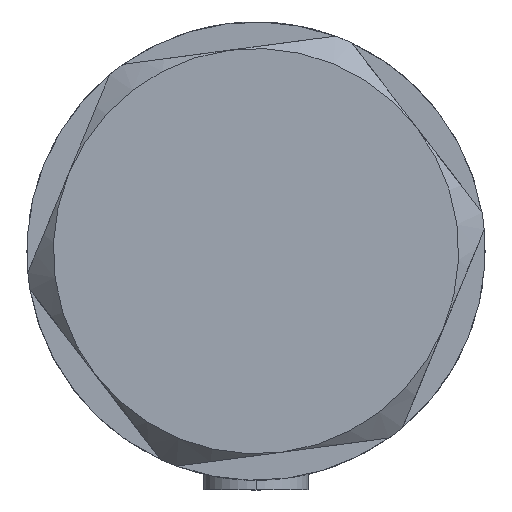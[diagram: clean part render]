
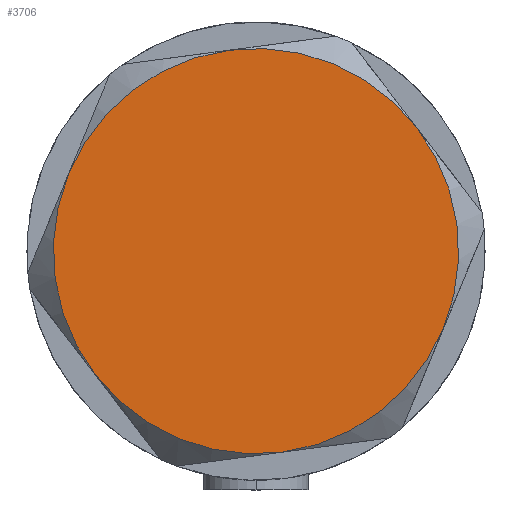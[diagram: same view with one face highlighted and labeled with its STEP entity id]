
A CAD part, left-side view. The second image highlights one B-rep face of the part: STEP entity #3706.
In plain terms, the highlighted face is planar.
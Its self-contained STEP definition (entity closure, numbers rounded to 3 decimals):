
#83 = ORIENTED_EDGE ( 'NONE', *, *, #2463, .T. ) ;
#137 = EDGE_CURVE ( 'NONE', #3680, #2960, #845, .T. ) ;
#235 = CARTESIAN_POINT ( 'NONE',  ( -11.5, -19.919, 9. ) ) ;
#265 = EDGE_CURVE ( 'NONE', #4684, #2013, #2709, .T. ) ;
#323 = CARTESIAN_POINT ( 'NONE',  ( 0., 0., 9. ) ) ;
#362 = AXIS2_PLACEMENT_3D ( 'NONE', #4324, #1994, #4298 ) ;
#406 = DIRECTION ( 'NONE',  ( 0., 0., 1. ) ) ;
#521 = EDGE_CURVE ( 'NONE', #5191, #3680, #2625, .T. ) ;
#528 = CARTESIAN_POINT ( 'NONE',  ( 0., 0., 9. ) ) ;
#659 = ORIENTED_EDGE ( 'NONE', *, *, #1630, .T. ) ;
#845 = CIRCLE ( 'NONE', #1504, 23. ) ;
#924 = CIRCLE ( 'NONE', #3872, 23. ) ;
#1265 = DIRECTION ( 'NONE',  ( 1., 0., 0. ) ) ;
#1454 = EDGE_CURVE ( 'NONE', #4638, #4684, #3790, .T. ) ;
#1504 = AXIS2_PLACEMENT_3D ( 'NONE', #323, #406, #3289 ) ;
#1630 = EDGE_CURVE ( 'NONE', #2960, #4638, #924, .T. ) ;
#1871 = CARTESIAN_POINT ( 'NONE',  ( 0., 0., 9. ) ) ;
#1926 = AXIS2_PLACEMENT_3D ( 'NONE', #1871, #3124, #3971 ) ;
#1956 = ORIENTED_EDGE ( 'NONE', *, *, #521, .T. ) ;
#1985 = DIRECTION ( 'NONE',  ( 0., 0., 1. ) ) ;
#1992 = PLANE ( 'NONE',  #2774 ) ;
#1994 = DIRECTION ( 'NONE',  ( 0., 0., 1. ) ) ;
#2013 = VERTEX_POINT ( 'NONE', #5115 ) ;
#2056 = DIRECTION ( 'NONE',  ( 0., 0., 1. ) ) ;
#2134 = DIRECTION ( 'NONE',  ( 1., 0., 0. ) ) ;
#2335 = CARTESIAN_POINT ( 'NONE',  ( 23., 0., 9. ) ) ;
#2344 = CARTESIAN_POINT ( 'NONE',  ( -23., 0., 9. ) ) ;
#2463 = EDGE_CURVE ( 'NONE', #2013, #5191, #3456, .T. ) ;
#2505 = DIRECTION ( 'NONE',  ( 0., 0., 1. ) ) ;
#2514 = FACE_OUTER_BOUND ( 'NONE', #4968, .T. ) ;
#2625 = CIRCLE ( 'NONE', #362, 23. ) ;
#2709 = CIRCLE ( 'NONE', #4224, 23. ) ;
#2774 = AXIS2_PLACEMENT_3D ( 'NONE', #3291, #2056, #1265 ) ;
#2786 = ORIENTED_EDGE ( 'NONE', *, *, #1454, .T. ) ;
#2960 = VERTEX_POINT ( 'NONE', #235 ) ;
#3124 = DIRECTION ( 'NONE',  ( 0., 0., 1. ) ) ;
#3289 = DIRECTION ( 'NONE',  ( 1., 0., 0. ) ) ;
#3291 = CARTESIAN_POINT ( 'NONE',  ( 0., 0., 9. ) ) ;
#3456 = CIRCLE ( 'NONE', #4227, 23. ) ;
#3680 = VERTEX_POINT ( 'NONE', #2344 ) ;
#3706 = ADVANCED_FACE ( 'NONE', ( #2514 ), #1992, .T. ) ;
#3790 = CIRCLE ( 'NONE', #1926, 23. ) ;
#3872 = AXIS2_PLACEMENT_3D ( 'NONE', #4487, #2505, #4941 ) ;
#3959 = ORIENTED_EDGE ( 'NONE', *, *, #265, .T. ) ;
#3971 = DIRECTION ( 'NONE',  ( 1., 0., 0. ) ) ;
#4224 = AXIS2_PLACEMENT_3D ( 'NONE', #4394, #1985, #4805 ) ;
#4227 = AXIS2_PLACEMENT_3D ( 'NONE', #528, #4494, #2134 ) ;
#4298 = DIRECTION ( 'NONE',  ( 1., 0., 0. ) ) ;
#4324 = CARTESIAN_POINT ( 'NONE',  ( 0., 0., 9. ) ) ;
#4394 = CARTESIAN_POINT ( 'NONE',  ( 0., 0., 9. ) ) ;
#4487 = CARTESIAN_POINT ( 'NONE',  ( 0., 0., 9. ) ) ;
#4494 = DIRECTION ( 'NONE',  ( 0., 0., 1. ) ) ;
#4638 = VERTEX_POINT ( 'NONE', #4808 ) ;
#4684 = VERTEX_POINT ( 'NONE', #2335 ) ;
#4802 = ORIENTED_EDGE ( 'NONE', *, *, #137, .T. ) ;
#4805 = DIRECTION ( 'NONE',  ( 1., 0., 0. ) ) ;
#4808 = CARTESIAN_POINT ( 'NONE',  ( 11.5, -19.919, 9. ) ) ;
#4941 = DIRECTION ( 'NONE',  ( 1., 0., 0. ) ) ;
#4968 = EDGE_LOOP ( 'NONE', ( #2786, #3959, #83, #1956, #4802, #659 ) ) ;
#5115 = CARTESIAN_POINT ( 'NONE',  ( 11.5, 19.919, 9. ) ) ;
#5142 = CARTESIAN_POINT ( 'NONE',  ( -11.5, 19.919, 9. ) ) ;
#5191 = VERTEX_POINT ( 'NONE', #5142 ) ;
